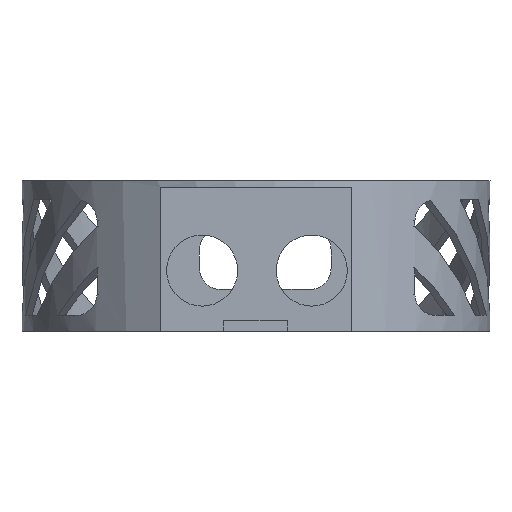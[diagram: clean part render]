
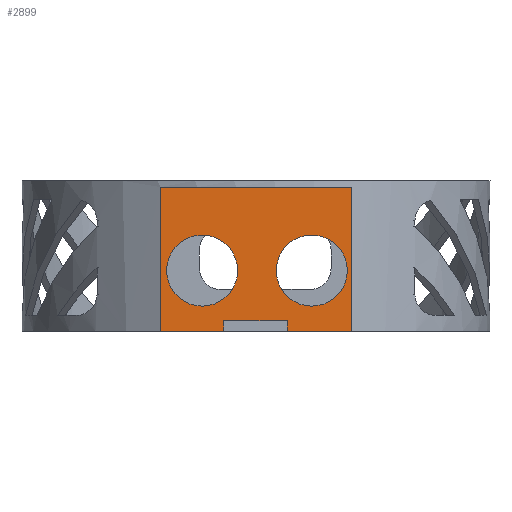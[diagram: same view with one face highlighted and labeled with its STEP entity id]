
A CAD part, left-side view. The second image highlights one B-rep face of the part: STEP entity #2899.
In plain terms, the highlighted planar face has unit normal (-1, 0, 0).
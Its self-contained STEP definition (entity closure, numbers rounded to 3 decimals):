
#74=PLANE('',#3083);
#191=LINE('',#4260,#455);
#212=LINE('',#4355,#476);
#213=LINE('',#4357,#477);
#214=LINE('',#4359,#478);
#215=LINE('',#4361,#479);
#216=LINE('',#4363,#480);
#217=LINE('',#4365,#481);
#218=LINE('',#4366,#482);
#455=VECTOR('',#3391,45.64);
#476=VECTOR('',#3470,34.5);
#477=VECTOR('',#3471,15.113);
#478=VECTOR('',#3472,2.5);
#479=VECTOR('',#3473,15.164);
#480=VECTOR('',#3474,2.5);
#481=VECTOR('',#3475,15.362);
#482=VECTOR('',#3476,34.5);
#716=FACE_BOUND('',#950,.T.);
#717=FACE_BOUND('',#951,.T.);
#788=FACE_OUTER_BOUND('',#949,.T.);
#949=EDGE_LOOP('',(#2067,#2068,#2069,#2070,#2071,#2072,#2073,#2074));
#950=EDGE_LOOP('',(#2075));
#951=EDGE_LOOP('',(#2076));
#1147=CIRCLE('',#3037,8.5);
#1149=CIRCLE('',#3040,8.5);
#1258=VERTEX_POINT('',#4189);
#1260=VERTEX_POINT('',#4194);
#1289=VERTEX_POINT('',#4258);
#1290=VERTEX_POINT('',#4259);
#1335=VERTEX_POINT('',#4354);
#1336=VERTEX_POINT('',#4356);
#1337=VERTEX_POINT('',#4358);
#1338=VERTEX_POINT('',#4360);
#1339=VERTEX_POINT('',#4362);
#1340=VERTEX_POINT('',#4364);
#1553=EDGE_CURVE('',#1258,#1258,#1147,.T.);
#1555=EDGE_CURVE('',#1260,#1260,#1149,.T.);
#1586=EDGE_CURVE('',#1289,#1290,#191,.T.);
#1632=EDGE_CURVE('',#1289,#1335,#212,.T.);
#1633=EDGE_CURVE('',#1336,#1335,#213,.T.);
#1634=EDGE_CURVE('',#1336,#1337,#214,.T.);
#1635=EDGE_CURVE('',#1337,#1338,#215,.T.);
#1636=EDGE_CURVE('',#1338,#1339,#216,.T.);
#1637=EDGE_CURVE('',#1340,#1339,#217,.T.);
#1638=EDGE_CURVE('',#1340,#1290,#218,.T.);
#2067=ORIENTED_EDGE('',*,*,#1586,.F.);
#2068=ORIENTED_EDGE('',*,*,#1632,.T.);
#2069=ORIENTED_EDGE('',*,*,#1633,.F.);
#2070=ORIENTED_EDGE('',*,*,#1634,.T.);
#2071=ORIENTED_EDGE('',*,*,#1635,.T.);
#2072=ORIENTED_EDGE('',*,*,#1636,.T.);
#2073=ORIENTED_EDGE('',*,*,#1637,.F.);
#2074=ORIENTED_EDGE('',*,*,#1638,.T.);
#2075=ORIENTED_EDGE('',*,*,#1553,.T.);
#2076=ORIENTED_EDGE('',*,*,#1555,.T.);
#2899=ADVANCED_FACE('',(#788,#716,#717),#74,.T.);
#3037=AXIS2_PLACEMENT_3D('',#4190,#3335,#3336);
#3040=AXIS2_PLACEMENT_3D('',#4195,#3341,#3342);
#3083=AXIS2_PLACEMENT_3D('',#4353,#3468,#3469);
#3335=DIRECTION('center_axis',(1.,0.,0.));
#3336=DIRECTION('ref_axis',(0.,0.,-1.));
#3341=DIRECTION('center_axis',(1.,0.,0.));
#3342=DIRECTION('ref_axis',(0.,0.,-1.));
#3391=DIRECTION('',(0.,-1.,0.));
#3468=DIRECTION('center_axis',(-1.,0.,0.));
#3469=DIRECTION('ref_axis',(0.,1.,0.));
#3470=DIRECTION('',(0.,0.,-1.));
#3471=DIRECTION('',(0.,1.,0.));
#3472=DIRECTION('',(0.,0.,1.));
#3473=DIRECTION('',(0.,-1.,0.));
#3474=DIRECTION('',(0.,0.,-1.));
#3475=DIRECTION('',(0.,1.,0.));
#3476=DIRECTION('',(0.,0.,1.));
#4189=CARTESIAN_POINT('',(-6.5,-37.237,-11.5));
#4190=CARTESIAN_POINT('Origin',(-6.5,-37.237,-20.));
#4194=CARTESIAN_POINT('',(-6.5,-10.997,-11.5));
#4195=CARTESIAN_POINT('Origin',(-6.5,-10.997,-20.));
#4258=CARTESIAN_POINT('',(-6.5,-1.072,0.));
#4259=CARTESIAN_POINT('',(-6.5,-46.712,0.));
#4260=CARTESIAN_POINT('',(-6.5,-36.052,0.));
#4353=CARTESIAN_POINT('Origin',(-6.5,-48.212,0.));
#4354=CARTESIAN_POINT('',(-6.5,-1.072,-34.5));
#4355=CARTESIAN_POINT('',(-6.5,-1.072,-17.25));
#4356=CARTESIAN_POINT('',(-6.5,-16.185,-34.5));
#4357=CARTESIAN_POINT('',(-6.5,0.428,-34.5));
#4358=CARTESIAN_POINT('',(-6.5,-16.185,-32.));
#4359=CARTESIAN_POINT('',(-6.5,-16.185,-17.5));
#4360=CARTESIAN_POINT('',(-6.5,-31.35,-32.));
#4361=CARTESIAN_POINT('',(-6.5,-32.199,-32.));
#4362=CARTESIAN_POINT('',(-6.5,-31.35,-34.5));
#4363=CARTESIAN_POINT('',(-6.5,-31.35,-16.));
#4364=CARTESIAN_POINT('',(-6.5,-46.712,-34.5));
#4365=CARTESIAN_POINT('',(-6.5,0.428,-34.5));
#4366=CARTESIAN_POINT('',(-6.5,-46.712,0.));
